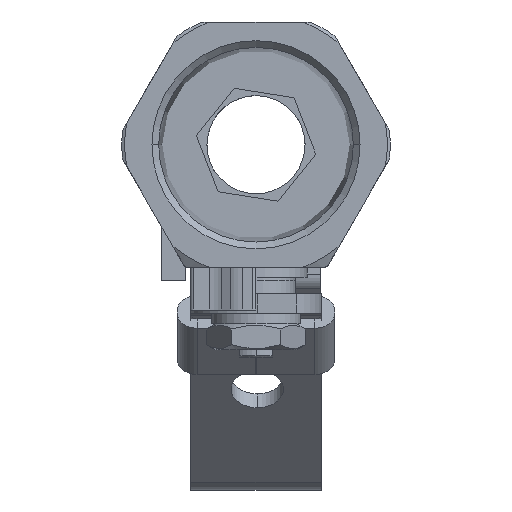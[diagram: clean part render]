
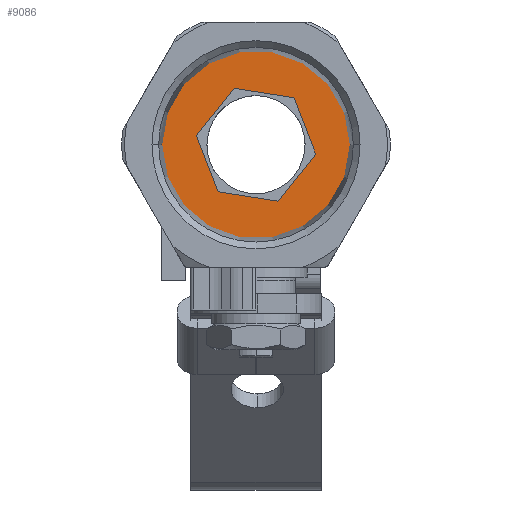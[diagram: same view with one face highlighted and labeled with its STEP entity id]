
A CAD part, front view. The second image highlights one B-rep face of the part: STEP entity #9086.
In plain terms, the highlighted face is planar.
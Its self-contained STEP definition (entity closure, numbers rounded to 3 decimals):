
#690 = CIRCLE ( 'NONE', #2874, 16.3 ) ;
#821 = DIRECTION ( 'NONE',  ( -0.5, 0., -0.866 ) ) ;
#1098 = VECTOR ( 'NONE', #2016, 1000. ) ;
#1459 = CARTESIAN_POINT ( 'NONE',  ( 9.238, 5.5, 0. ) ) ;
#1847 = FACE_OUTER_BOUND ( 'NONE', #7599, .T. ) ;
#1882 = ORIENTED_EDGE ( 'NONE', *, *, #4057, .F. ) ;
#1886 = CARTESIAN_POINT ( 'NONE',  ( -4.619, 5.5, 8. ) ) ;
#2016 = DIRECTION ( 'NONE',  ( 0.5, 0., -0.866 ) ) ;
#2070 = CIRCLE ( 'NONE', #13053, 16.3 ) ;
#2115 = VERTEX_POINT ( 'NONE', #5841 ) ;
#2579 = VECTOR ( 'NONE', #13095, 1000. ) ;
#2874 = AXIS2_PLACEMENT_3D ( 'NONE', #6233, #19221, #9520 ) ;
#3269 = EDGE_CURVE ( 'NONE', #11404, #11224, #3344, .T. ) ;
#3344 = LINE ( 'NONE', #16773, #4089 ) ;
#4057 = EDGE_CURVE ( 'NONE', #11224, #5158, #11051, .T. ) ;
#4089 = VECTOR ( 'NONE', #8961, 1000. ) ;
#4302 = EDGE_CURVE ( 'NONE', #2115, #17395, #2070, .T. ) ;
#4544 = DIRECTION ( 'NONE',  ( 0., 0., -1. ) ) ;
#4970 = EDGE_CURVE ( 'NONE', #14490, #17298, #16526, .T. ) ;
#5158 = VERTEX_POINT ( 'NONE', #9093 ) ;
#5631 = ORIENTED_EDGE ( 'NONE', *, *, #13500, .F. ) ;
#5841 = CARTESIAN_POINT ( 'NONE',  ( 0., 5.5, -16.3 ) ) ;
#6233 = CARTESIAN_POINT ( 'NONE',  ( 0., 5.5, 0. ) ) ;
#6626 = CARTESIAN_POINT ( 'NONE',  ( -4.619, 5.5, 8. ) ) ;
#6661 = ORIENTED_EDGE ( 'NONE', *, *, #3269, .F. ) ;
#6745 = CARTESIAN_POINT ( 'NONE',  ( 4.619, 5.5, 8. ) ) ;
#6772 = DIRECTION ( 'NONE',  ( 0., 1., 0. ) ) ;
#6972 = ORIENTED_EDGE ( 'NONE', *, *, #18055, .F. ) ;
#7074 = DIRECTION ( 'NONE',  ( -0.5, 0., 0.866 ) ) ;
#7599 = EDGE_LOOP ( 'NONE', ( #6972, #8582 ) ) ;
#8106 = DIRECTION ( 'NONE',  ( -1., 0., 0. ) ) ;
#8568 = CARTESIAN_POINT ( 'NONE',  ( 16.5, 5.5, 0. ) ) ;
#8582 = ORIENTED_EDGE ( 'NONE', *, *, #4302, .F. ) ;
#8682 = EDGE_CURVE ( 'NONE', #5158, #14490, #19826, .T. ) ;
#8897 = CARTESIAN_POINT ( 'NONE',  ( -4.619, 5.5, -8. ) ) ;
#8961 = DIRECTION ( 'NONE',  ( 0.5, 0., 0.866 ) ) ;
#9086 = ADVANCED_FACE ( 'NONE', ( #14544, #1847 ), #16311, .T. ) ;
#9093 = CARTESIAN_POINT ( 'NONE',  ( 4.619, 5.5, 8. ) ) ;
#9520 = DIRECTION ( 'NONE',  ( 0., 0., -1. ) ) ;
#9767 = CARTESIAN_POINT ( 'NONE',  ( -4.619, 5.5, -8. ) ) ;
#10585 = AXIS2_PLACEMENT_3D ( 'NONE', #8568, #6772, #19540 ) ;
#11051 = LINE ( 'NONE', #1886, #2579 ) ;
#11224 = VERTEX_POINT ( 'NONE', #6626 ) ;
#11393 = ORIENTED_EDGE ( 'NONE', *, *, #8682, .F. ) ;
#11404 = VERTEX_POINT ( 'NONE', #17924 ) ;
#11870 = LINE ( 'NONE', #8897, #18088 ) ;
#11951 = CARTESIAN_POINT ( 'NONE',  ( 4.619, 5.5, -8. ) ) ;
#13053 = AXIS2_PLACEMENT_3D ( 'NONE', #18740, #15585, #4544 ) ;
#13095 = DIRECTION ( 'NONE',  ( 1., 0., 0. ) ) ;
#13500 = EDGE_CURVE ( 'NONE', #17298, #17050, #15940, .T. ) ;
#14308 = CARTESIAN_POINT ( 'NONE',  ( 4.619, 5.5, -8. ) ) ;
#14490 = VERTEX_POINT ( 'NONE', #1459 ) ;
#14544 = FACE_BOUND ( 'NONE', #14593, .T. ) ;
#14593 = EDGE_LOOP ( 'NONE', ( #11393, #1882, #6661, #19920, #5631, #18679 ) ) ;
#15585 = DIRECTION ( 'NONE',  ( 0., -1., 0. ) ) ;
#15940 = LINE ( 'NONE', #14308, #17434 ) ;
#16311 = PLANE ( 'NONE',  #10585 ) ;
#16526 = LINE ( 'NONE', #16638, #17012 ) ;
#16638 = CARTESIAN_POINT ( 'NONE',  ( 9.238, 5.5, 0. ) ) ;
#16773 = CARTESIAN_POINT ( 'NONE',  ( -9.238, 5.5, 0. ) ) ;
#17012 = VECTOR ( 'NONE', #821, 1000. ) ;
#17050 = VERTEX_POINT ( 'NONE', #9767 ) ;
#17203 = CARTESIAN_POINT ( 'NONE',  ( 0., 5.5, 16.3 ) ) ;
#17298 = VERTEX_POINT ( 'NONE', #11951 ) ;
#17395 = VERTEX_POINT ( 'NONE', #17203 ) ;
#17434 = VECTOR ( 'NONE', #8106, 1000. ) ;
#17924 = CARTESIAN_POINT ( 'NONE',  ( -9.238, 5.5, 0. ) ) ;
#18055 = EDGE_CURVE ( 'NONE', #17395, #2115, #690, .T. ) ;
#18088 = VECTOR ( 'NONE', #7074, 1000. ) ;
#18679 = ORIENTED_EDGE ( 'NONE', *, *, #4970, .F. ) ;
#18740 = CARTESIAN_POINT ( 'NONE',  ( 0., 5.5, 0. ) ) ;
#19026 = EDGE_CURVE ( 'NONE', #17050, #11404, #11870, .T. ) ;
#19221 = DIRECTION ( 'NONE',  ( 0., -1., 0. ) ) ;
#19540 = DIRECTION ( 'NONE',  ( 0., 0., 1. ) ) ;
#19826 = LINE ( 'NONE', #6745, #1098 ) ;
#19920 = ORIENTED_EDGE ( 'NONE', *, *, #19026, .F. ) ;
